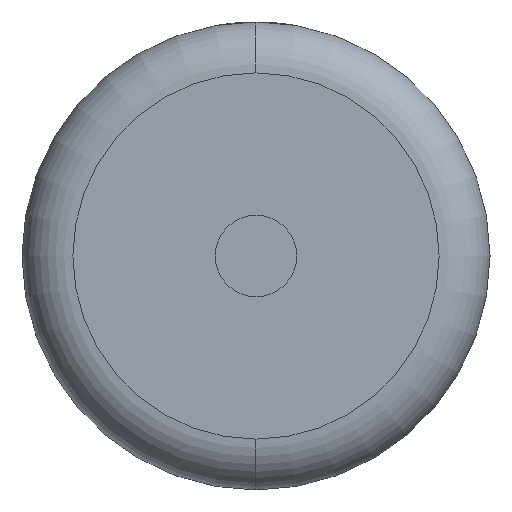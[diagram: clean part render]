
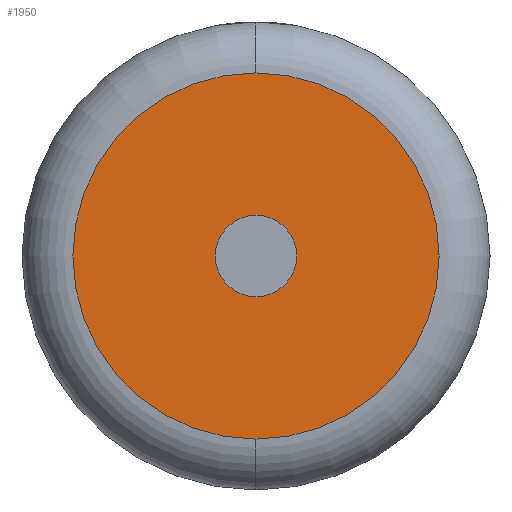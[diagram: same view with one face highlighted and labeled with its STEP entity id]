
A CAD part, left-side view. The second image highlights one B-rep face of the part: STEP entity #1950.
In plain terms, the highlighted planar face has unit normal (-1, 0, 0).
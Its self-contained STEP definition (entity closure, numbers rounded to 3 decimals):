
#52 = AXIS2_PLACEMENT_3D ( 'NONE', #3075, #5238, #6450 ) ;
#84 = VERTEX_POINT ( 'NONE', #3557 ) ;
#400 = CARTESIAN_POINT ( 'NONE',  ( 0., 0., 0. ) ) ;
#507 = FACE_BOUND ( 'NONE', #2958, .T. ) ;
#539 = PLANE ( 'NONE',  #5199 ) ;
#621 = CARTESIAN_POINT ( 'NONE',  ( 0., 0., 0. ) ) ;
#654 = DIRECTION ( 'NONE',  ( 0., 0., -1. ) ) ;
#764 = CARTESIAN_POINT ( 'NONE',  ( 0., 0., 0. ) ) ;
#874 = CIRCLE ( 'NONE', #52, 4. ) ;
#938 = ORIENTED_EDGE ( 'NONE', *, *, #5631, .T. ) ;
#1076 = CARTESIAN_POINT ( 'NONE',  ( 0., 0., -4. ) ) ;
#1145 = VERTEX_POINT ( 'NONE', #3397 ) ;
#1363 = EDGE_CURVE ( 'NONE', #6932, #84, #874, .T. ) ;
#1451 = CARTESIAN_POINT ( 'NONE',  ( 0., 0., 0. ) ) ;
#1950 = ADVANCED_FACE ( 'NONE', ( #4955, #507 ), #539, .F. ) ;
#2195 = AXIS2_PLACEMENT_3D ( 'NONE', #764, #4185, #3064 ) ;
#2311 = ORIENTED_EDGE ( 'NONE', *, *, #1363, .F. ) ;
#2504 = AXIS2_PLACEMENT_3D ( 'NONE', #400, #6501, #4917 ) ;
#2574 = DIRECTION ( 'NONE',  ( -1., 0., 0. ) ) ;
#2892 = ORIENTED_EDGE ( 'NONE', *, *, #5751, .F. ) ;
#2958 = EDGE_LOOP ( 'NONE', ( #2311, #2892 ) ) ;
#3064 = DIRECTION ( 'NONE',  ( 0., 0., -1. ) ) ;
#3075 = CARTESIAN_POINT ( 'NONE',  ( 0., 0., 0. ) ) ;
#3397 = CARTESIAN_POINT ( 'NONE',  ( 0., 0., -18. ) ) ;
#3399 = EDGE_CURVE ( 'NONE', #1145, #5400, #6493, .T. ) ;
#3557 = CARTESIAN_POINT ( 'NONE',  ( 0., 0., 4. ) ) ;
#4185 = DIRECTION ( 'NONE',  ( -1., 0., 0. ) ) ;
#4522 = EDGE_LOOP ( 'NONE', ( #5081, #938 ) ) ;
#4917 = DIRECTION ( 'NONE',  ( 0., 0., -1. ) ) ;
#4955 = FACE_OUTER_BOUND ( 'NONE', #4522, .T. ) ;
#4990 = DIRECTION ( 'NONE',  ( 1., 0., 0. ) ) ;
#5081 = ORIENTED_EDGE ( 'NONE', *, *, #3399, .T. ) ;
#5199 = AXIS2_PLACEMENT_3D ( 'NONE', #621, #4990, #654 ) ;
#5238 = DIRECTION ( 'NONE',  ( -1., 0., 0. ) ) ;
#5254 = AXIS2_PLACEMENT_3D ( 'NONE', #1451, #2574, #7165 ) ;
#5400 = VERTEX_POINT ( 'NONE', #6411 ) ;
#5631 = EDGE_CURVE ( 'NONE', #5400, #1145, #6427, .T. ) ;
#5751 = EDGE_CURVE ( 'NONE', #84, #6932, #6765, .T. ) ;
#6411 = CARTESIAN_POINT ( 'NONE',  ( 0., 0., 18. ) ) ;
#6427 = CIRCLE ( 'NONE', #2195, 18. ) ;
#6450 = DIRECTION ( 'NONE',  ( 0., 0., -1. ) ) ;
#6493 = CIRCLE ( 'NONE', #2504, 18. ) ;
#6501 = DIRECTION ( 'NONE',  ( -1., 0., 0. ) ) ;
#6765 = CIRCLE ( 'NONE', #5254, 4. ) ;
#6932 = VERTEX_POINT ( 'NONE', #1076 ) ;
#7165 = DIRECTION ( 'NONE',  ( 0., 0., -1. ) ) ;
